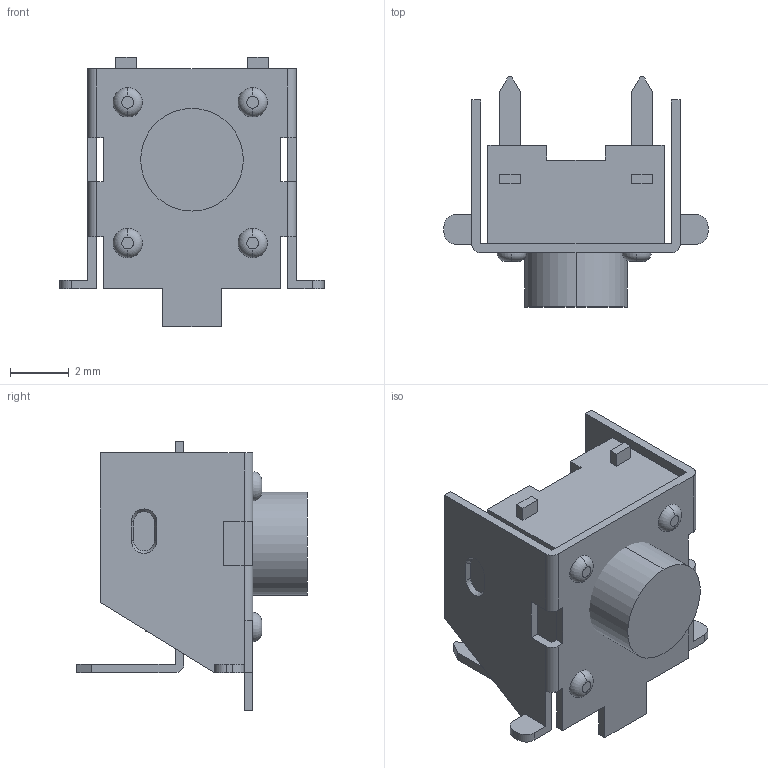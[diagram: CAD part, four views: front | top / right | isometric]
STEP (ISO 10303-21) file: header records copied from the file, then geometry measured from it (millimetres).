
FILE_DESCRIPTION (( 'STEP AP214' ), '1' );
FILE_NAME ('KEY-SMD_2P-L7.1-W7.1-P4.00-LS9.0.step', '2022-07-02T14:55:27', ( '' ), ( '' ), 'SwSTEP 2.0', 'SolidWorks 2020', '' );
FILE_SCHEMA (( 'AUTOMOTIVE_DESIGN' ));
Length unit declared in the file: millimetre
Products named in the file (1): KEY-SMD_2P-L7.1-W7.1-P4.00-LS9.0
Bounding box: 9 x 7.85 x 9.2 mm (x, y, z)
Volume: 168.1 mm3; surface area: 499.3 mm2
Topology: 8 solids, 8 shells, 420 faces, 1125 edges, 748 vertices
Faces by surface type: plane 280, bspline 112, cylinder 14, torus 8, cone 6
Entity records: 18307 total; most frequent: CARTESIAN_POINT 4398, ORIENTED_EDGE 2250, DIRECTION 1579, EDGE_CURVE 1125, VECTOR 833, LINE 833, VERTEX_POINT 748, EDGE_LOOP 457
